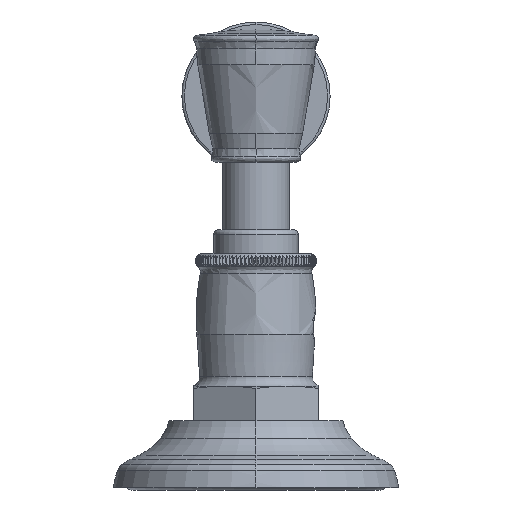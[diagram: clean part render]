
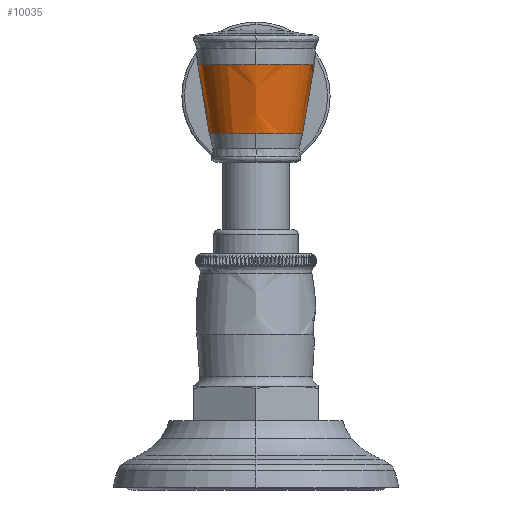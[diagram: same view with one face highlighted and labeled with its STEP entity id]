
A CAD part, left-side view. The second image highlights one B-rep face of the part: STEP entity #10035.
In plain terms, the highlighted free-form (B-spline) face has degree [3, 3] with [7, 4] control points.
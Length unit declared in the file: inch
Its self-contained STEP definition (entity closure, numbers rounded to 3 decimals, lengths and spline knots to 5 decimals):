
#4772=CARTESIAN_POINT('',(-2.70469,-0.1986,
3.36722));
#4773=CARTESIAN_POINT('',(-2.71248,-0.21179,
3.3538));
#4774=CARTESIAN_POINT('',(-2.72851,-0.23504,
3.32534));
#4775=CARTESIAN_POINT('',(-2.75399,-0.26268,
3.27474));
#4776=CARTESIAN_POINT('',(-2.77474,-0.27916,
3.22636));
#4777=CARTESIAN_POINT('',(-2.79098,-0.288,
3.17968));
#4778=CARTESIAN_POINT('',(-2.80258,-0.29049,
3.13491));
#4779=CARTESIAN_POINT('',(-2.80991,-0.28745,
3.0903));
#4780=CARTESIAN_POINT('',(-2.81266,-0.2786,
3.04548));
#4781=CARTESIAN_POINT('',(-2.8107,-0.26367,
3.00129));
#4782=CARTESIAN_POINT('',(-2.80459,-0.24284,
2.95992));
#4783=CARTESIAN_POINT('',(-2.79671,-0.21959,
2.92591));
#4784=CARTESIAN_POINT('',(-2.78726,-0.1914,
2.89415));
#4785=CARTESIAN_POINT('',(-2.77658,-0.15599,
2.86448));
#4786=CARTESIAN_POINT('',(-2.76656,-0.11419,
2.84012));
#4787=CARTESIAN_POINT('',(-2.76179,-0.08533,
2.82943));
#4788=CARTESIAN_POINT('',(-2.75991,-0.07036,
2.8253));
#4790=CARTESIAN_POINT('',(-3.125,0.,2.8253));
#4791=DIRECTION('',(0.,0.,1.));
#4792=DIRECTION('',(-1.,0.,0.));
#4793=AXIS2_PLACEMENT_3D('',#4790,#4791,#4792);
#4795=CARTESIAN_POINT('',(-3.125,0.,2.8253));
#4796=DIRECTION('',(0.,0.,-1.));
#4797=DIRECTION('',(-1.,0.,0.));
#4798=AXIS2_PLACEMENT_3D('',#4795,#4796,#4797);
#4800=CARTESIAN_POINT('',(-2.75991,0.07036,
2.8253));
#4801=CARTESIAN_POINT('',(-2.76179,0.08536,
2.82944));
#4802=CARTESIAN_POINT('',(-2.76657,0.11427,
2.84015));
#4803=CARTESIAN_POINT('',(-2.77664,0.15621,
2.86463));
#4804=CARTESIAN_POINT('',(-2.78731,0.19155,
2.89431));
#4805=CARTESIAN_POINT('',(-2.79668,0.2195,
2.92582));
#4806=CARTESIAN_POINT('',(-2.80453,0.24265,
2.9596));
#4807=CARTESIAN_POINT('',(-2.81067,0.26353,
3.00094));
#4808=CARTESIAN_POINT('',(-2.81266,0.27854,
3.04523));
#4809=CARTESIAN_POINT('',(-2.80993,0.28742,
3.09009));
#4810=CARTESIAN_POINT('',(-2.80265,0.29048,
3.13455));
#4811=CARTESIAN_POINT('',(-2.79115,0.28806,
3.17908));
#4812=CARTESIAN_POINT('',(-2.77504,0.27936,
3.22557));
#4813=CARTESIAN_POINT('',(-2.75435,0.26301,
3.274));
#4814=CARTESIAN_POINT('',(-2.72873,0.23534,
3.32494));
#4815=CARTESIAN_POINT('',(-2.71256,0.21192,
3.35367));
#4816=CARTESIAN_POINT('',(-2.70469,0.1986,
3.36722));
#4835=CARTESIAN_POINT('',(-3.125,0.,3.36722));
#4836=DIRECTION('',(0.,0.,-1.));
#4837=DIRECTION('',(-1.,0.,0.));
#4838=AXIS2_PLACEMENT_3D('',#4835,#4836,#4837);
#4879=CARTESIAN_POINT('',(-3.125,0.,3.36722));
#4880=DIRECTION('',(0.,0.,1.));
#4881=DIRECTION('',(-1.,0.,0.));
#4882=AXIS2_PLACEMENT_3D('',#4879,#4880,#4881);
#5459=CARTESIAN_POINT('',(-3.49681,0.,2.8253));
#5460=VERTEX_POINT('',#5459);
#5461=CARTESIAN_POINT('',(-3.58987,0.,3.36722));
#5462=VERTEX_POINT('',#5461);
#5481=VERTEX_POINT('',#4816);
#5482=VERTEX_POINT('',#4800);
#5483=VERTEX_POINT('',#4788);
#5484=VERTEX_POINT('',#4772);
#9993=CARTESIAN_POINT('',(-2.66022,-0.03368,
3.37816));
#9994=CARTESIAN_POINT('',(-2.67962,-0.03228,
3.18826));
#9995=CARTESIAN_POINT('',(-2.71185,-0.02994,
3.00011));
#9996=CARTESIAN_POINT('',(-2.75674,-0.02669,
2.8146));
#9997=CARTESIAN_POINT('',(-2.723,-0.89998,
3.37816));
#9998=CARTESIAN_POINT('',(-2.73978,-0.86241,
3.18826));
#9999=CARTESIAN_POINT('',(-2.76765,-0.80001,
3.00011));
#10000=CARTESIAN_POINT('',(-2.80648,-0.71308,
2.8146));
#10001=CARTESIAN_POINT('',(-3.591,-0.86857,
3.37816));
#10002=CARTESIAN_POINT('',(-3.57155,-0.83231,
3.18826));
#10003=CARTESIAN_POINT('',(-3.53924,-0.77209,
3.00011));
#10004=CARTESIAN_POINT('',(-3.49423,-0.68819,
2.8146));
#10005=CARTESIAN_POINT('',(-3.591,0.,3.37816));
#10006=CARTESIAN_POINT('',(-3.57155,0.,3.18826));
#10007=CARTESIAN_POINT('',(-3.53924,0.,3.00011));
#10008=CARTESIAN_POINT('',(-3.49423,0.,2.8146));
#10009=CARTESIAN_POINT('',(-3.591,0.86857,
3.37816));
#10010=CARTESIAN_POINT('',(-3.57155,0.83231,
3.18826));
#10011=CARTESIAN_POINT('',(-3.53924,0.77209,
3.00011));
#10012=CARTESIAN_POINT('',(-3.49423,0.68819,
2.8146));
#10013=CARTESIAN_POINT('',(-2.723,0.89998,
3.37816));
#10014=CARTESIAN_POINT('',(-2.73978,0.86241,
3.18826));
#10015=CARTESIAN_POINT('',(-2.76765,0.80001,
3.00011));
#10016=CARTESIAN_POINT('',(-2.80648,0.71308,
2.8146));
#10017=CARTESIAN_POINT('',(-2.66022,0.03368,
3.37816));
#10018=CARTESIAN_POINT('',(-2.67962,0.03228,
3.18826));
#10019=CARTESIAN_POINT('',(-2.71185,0.02994,
3.00011));
#10020=CARTESIAN_POINT('',(-2.75674,0.02669,
2.8146));
#10021=(BOUNDED_SURFACE()B_SPLINE_SURFACE(3,3,((#9993,#9994,#9995,#9996),(#9997,
#9998,#9999,#10000),(#10001,#10002,#10003,#10004),(#10005,#10006,#10007,#10008),
(#10009,#10010,#10011,#10012),(#10013,#10014,#10015,#10016),(#10017,#10018,
#10019,#10020)),.UNSPECIFIED.,.F.,.F.,.F.)B_SPLINE_SURFACE_WITH_KNOTS((4,3,4),
(4,4),(0.,1.,2.),(0.,1.),.UNSPECIFIED.)GEOMETRIC_REPRESENTATION_ITEM()RATIONAL_B_SPLINE_SURFACE(((1.932,1.929,1.929,
1.932),(0.691,0.69,0.69,
0.691),(0.691,0.69,0.69,
0.691),(1.932,1.929,1.929,
1.932),(0.691,0.69,0.69,
0.691),(0.691,0.69,0.69,
0.691),(1.932,1.929,1.929,
1.932)))REPRESENTATION_ITEM('')SURFACE());
#10023=ORIENTED_EDGE('',*,*,#10022,.F.);
#10025=ORIENTED_EDGE('',*,*,#10024,.T.);
#10027=ORIENTED_EDGE('',*,*,#10026,.T.);
#10029=ORIENTED_EDGE('',*,*,#10028,.F.);
#10030=ORIENTED_EDGE('',*,*,#9982,.T.);
#10032=ORIENTED_EDGE('',*,*,#10031,.T.);
#10033=EDGE_LOOP('',(#10023,#10025,#10027,#10029,#10030,#10032));
#10034=FACE_OUTER_BOUND('',#10033,.F.);
#10035=ADVANCED_FACE('',(#10034),#10021,.T.);
#4789=B_SPLINE_CURVE_WITH_KNOTS('',3,(#4772,#4773,#4774,#4775,#4776,#4777,#4778,
#4779,#4780,#4781,#4782,#4783,#4784,#4785,#4786,#4787,#4788),.UNSPECIFIED.,.F.,
.F.,(4,1,1,1,1,1,1,1,1,1,1,1,1,1,4),(0.,0.07143,0.14286,
0.21429,0.28571,0.35714,0.42857,0.5,
0.57143,0.64286,0.71429,0.78571,
0.85714,0.92857,1.),.UNSPECIFIED.);
#4794=CIRCLE('',#4793,0.37181);
#4799=CIRCLE('',#4798,0.37181);
#4817=B_SPLINE_CURVE_WITH_KNOTS('',3,(#4800,#4801,#4802,#4803,#4804,#4805,#4806,
#4807,#4808,#4809,#4810,#4811,#4812,#4813,#4814,#4815,#4816),.UNSPECIFIED.,.F.,
.F.,(4,1,1,1,1,1,1,1,1,1,1,1,1,1,4),(0.,0.07143,0.14286,
0.21429,0.28571,0.35714,0.42857,0.5,
0.57143,0.64286,0.71429,0.78571,
0.85714,0.92857,1.),.UNSPECIFIED.);
#4839=CIRCLE('',#4838,0.46487);
#4883=CIRCLE('',#4882,0.46487);
#9982=EDGE_CURVE('',#5460,#5482,#4799,.T.);
#10022=EDGE_CURVE('',#5462,#5481,#4839,.T.);
#10024=EDGE_CURVE('',#5462,#5484,#4883,.T.);
#10026=EDGE_CURVE('',#5484,#5483,#4789,.T.);
#10028=EDGE_CURVE('',#5460,#5483,#4794,.T.);
#10031=EDGE_CURVE('',#5482,#5481,#4817,.T.);
